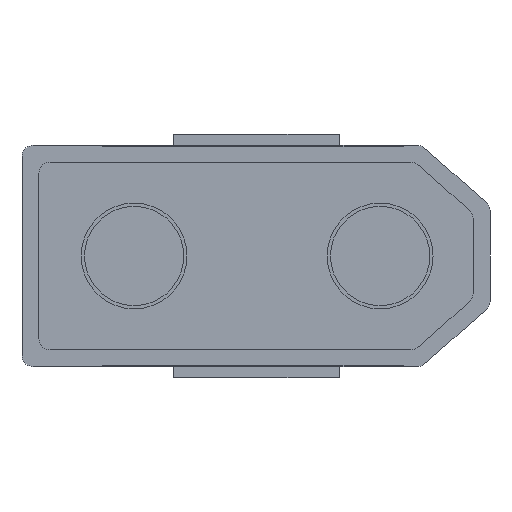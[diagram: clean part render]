
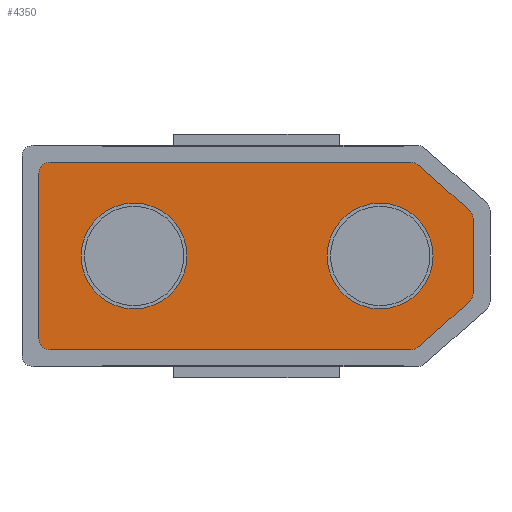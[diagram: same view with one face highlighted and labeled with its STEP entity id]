
A CAD part, front view. The second image highlights one B-rep face of the part: STEP entity #4350.
In plain terms, the highlighted planar face has unit normal (0, -1, 0).
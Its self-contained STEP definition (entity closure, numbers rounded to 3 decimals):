
#350=FACE_BOUND('',#777,.T.);
#351=FACE_BOUND('',#778,.T.);
#526=FACE_OUTER_BOUND('',#776,.T.);
#776=EDGE_LOOP('',(#3652,#3653,#3654,#3655,#3656,#3657,#3658,#3659,#3660,
#3661,#3662,#3663));
#777=EDGE_LOOP('',(#3664));
#778=EDGE_LOOP('',(#3665));
#876=LINE('',#5844,#1259);
#892=LINE('',#5886,#1275);
#897=LINE('',#5899,#1280);
#916=LINE('',#5945,#1299);
#918=LINE('',#5954,#1301);
#922=LINE('',#5965,#1305);
#1259=VECTOR('',#4824,3.057);
#1275=VECTOR('',#4864,16.211);
#1280=VECTOR('',#4877,7.42);
#1299=VECTOR('',#4920,16.211);
#1301=VECTOR('',#4930,3.057);
#1305=VECTOR('',#4942,3.369);
#1643=CIRCLE('',#4477,2.375);
#1645=CIRCLE('',#4480,0.5);
#1646=CIRCLE('',#4483,0.5);
#1650=CIRCLE('',#4495,0.5);
#1652=CIRCLE('',#4499,0.5);
#1657=CIRCLE('',#4512,0.5);
#1658=CIRCLE('',#4515,0.5);
#1666=CIRCLE('',#4657,2.375);
#1721=VERTEX_POINT('',#5830);
#1722=VERTEX_POINT('',#5834);
#1725=VERTEX_POINT('',#5839);
#1726=VERTEX_POINT('',#5843);
#1728=VERTEX_POINT('',#5849);
#1740=VERTEX_POINT('',#5885);
#1742=VERTEX_POINT('',#5892);
#1744=VERTEX_POINT('',#5898);
#1746=VERTEX_POINT('',#5904);
#1758=VERTEX_POINT('',#5940);
#1760=VERTEX_POINT('',#5947);
#1762=VERTEX_POINT('',#5953);
#1764=VERTEX_POINT('',#5959);
#2020=VERTEX_POINT('',#7581);
#2152=EDGE_CURVE('',#1721,#1721,#1643,.T.);
#2156=EDGE_CURVE('',#1722,#1725,#1645,.T.);
#2157=EDGE_CURVE('',#1726,#1722,#876,.T.);
#2160=EDGE_CURVE('',#1728,#1726,#1646,.T.);
#2177=EDGE_CURVE('',#1728,#1740,#892,.T.);
#2181=EDGE_CURVE('',#1742,#1740,#1650,.T.);
#2184=EDGE_CURVE('',#1742,#1744,#897,.T.);
#2187=EDGE_CURVE('',#1746,#1744,#1652,.T.);
#2207=EDGE_CURVE('',#1746,#1758,#916,.T.);
#2210=EDGE_CURVE('',#1760,#1758,#1657,.T.);
#2211=EDGE_CURVE('',#1762,#1760,#918,.T.);
#2214=EDGE_CURVE('',#1764,#1762,#1658,.T.);
#2217=EDGE_CURVE('',#1764,#1725,#922,.T.);
#2595=EDGE_CURVE('',#2020,#2020,#1666,.T.);
#3652=ORIENTED_EDGE('',*,*,#2210,.T.);
#3653=ORIENTED_EDGE('',*,*,#2207,.F.);
#3654=ORIENTED_EDGE('',*,*,#2187,.T.);
#3655=ORIENTED_EDGE('',*,*,#2184,.F.);
#3656=ORIENTED_EDGE('',*,*,#2181,.T.);
#3657=ORIENTED_EDGE('',*,*,#2177,.F.);
#3658=ORIENTED_EDGE('',*,*,#2160,.T.);
#3659=ORIENTED_EDGE('',*,*,#2157,.T.);
#3660=ORIENTED_EDGE('',*,*,#2156,.T.);
#3661=ORIENTED_EDGE('',*,*,#2217,.F.);
#3662=ORIENTED_EDGE('',*,*,#2214,.T.);
#3663=ORIENTED_EDGE('',*,*,#2211,.T.);
#3664=ORIENTED_EDGE('',*,*,#2152,.F.);
#3665=ORIENTED_EDGE('',*,*,#2595,.F.);
#4135=PLANE('',#4658);
#4350=ADVANCED_FACE('',(#526,#350,#351),#4135,.F.);
#4477=AXIS2_PLACEMENT_3D('',#5832,#4812,#4813);
#4480=AXIS2_PLACEMENT_3D('',#5841,#4820,#4821);
#4483=AXIS2_PLACEMENT_3D('',#5850,#4829,#4830);
#4495=AXIS2_PLACEMENT_3D('',#5893,#4870,#4871);
#4499=AXIS2_PLACEMENT_3D('',#5905,#4882,#4883);
#4512=AXIS2_PLACEMENT_3D('',#5951,#4926,#4927);
#4515=AXIS2_PLACEMENT_3D('',#5960,#4935,#4936);
#4657=AXIS2_PLACEMENT_3D('',#7583,#5420,#5421);
#4658=AXIS2_PLACEMENT_3D('',#7584,#5422,#5423);
#4812=DIRECTION('center_axis',(0.,-1.,0.));
#4813=DIRECTION('ref_axis',(1.,0.,0.));
#4820=DIRECTION('center_axis',(0.,-1.,0.));
#4821=DIRECTION('ref_axis',(0.663,0.,-0.749));
#4824=DIRECTION('',(0.749,0.,0.663));
#4829=DIRECTION('center_axis',(0.,-1.,0.));
#4830=DIRECTION('ref_axis',(0.,0.,-1.));
#4864=DIRECTION('',(-1.,0.,0.));
#4870=DIRECTION('center_axis',(0.,-1.,0.));
#4871=DIRECTION('ref_axis',(-1.,0.,0.));
#4877=DIRECTION('',(0.,0.,1.));
#4882=DIRECTION('center_axis',(0.,-1.,0.));
#4883=DIRECTION('ref_axis',(0.,0.,1.));
#4920=DIRECTION('',(1.,0.,0.));
#4926=DIRECTION('center_axis',(0.,-1.,0.));
#4927=DIRECTION('ref_axis',(0.663,0.,0.749));
#4930=DIRECTION('',(-0.749,0.,0.663));
#4935=DIRECTION('center_axis',(0.,-1.,0.));
#4936=DIRECTION('ref_axis',(1.,0.,0.));
#4942=DIRECTION('',(0.,0.,-1.));
#5420=DIRECTION('center_axis',(0.,-1.,0.));
#5421=DIRECTION('ref_axis',(1.,0.,0.));
#5422=DIRECTION('center_axis',(0.,1.,0.));
#5423=DIRECTION('ref_axis',(1.,0.,0.));
#5830=CARTESIAN_POINT('',(3.2,0.,0.));
#5832=CARTESIAN_POINT('Origin',(5.575,0.,0.));
#5834=CARTESIAN_POINT('',(9.581,0.,-2.059));
#5839=CARTESIAN_POINT('',(9.75,0.,-1.685));
#5841=CARTESIAN_POINT('Origin',(9.25,0.,-1.685));
#5843=CARTESIAN_POINT('',(7.292,0.,-4.084));
#5844=CARTESIAN_POINT('',(7.292,0.,-4.084));
#5849=CARTESIAN_POINT('',(6.961,0.,-4.21));
#5850=CARTESIAN_POINT('Origin',(6.961,0.,-3.71));
#5885=CARTESIAN_POINT('',(-9.25,0.,-4.21));
#5886=CARTESIAN_POINT('',(6.961,0.,-4.21));
#5892=CARTESIAN_POINT('',(-9.75,0.,-3.71));
#5893=CARTESIAN_POINT('Origin',(-9.25,0.,-3.71));
#5898=CARTESIAN_POINT('',(-9.75,0.,3.71));
#5899=CARTESIAN_POINT('',(-9.75,0.,-3.71));
#5904=CARTESIAN_POINT('',(-9.25,0.,4.21));
#5905=CARTESIAN_POINT('Origin',(-9.25,0.,3.71));
#5940=CARTESIAN_POINT('',(6.961,0.,4.21));
#5945=CARTESIAN_POINT('',(-9.25,0.,4.21));
#5947=CARTESIAN_POINT('',(7.292,0.,4.084));
#5951=CARTESIAN_POINT('Origin',(6.961,0.,3.71));
#5953=CARTESIAN_POINT('',(9.581,0.,2.059));
#5954=CARTESIAN_POINT('',(9.581,0.,2.059));
#5959=CARTESIAN_POINT('',(9.75,0.,1.685));
#5960=CARTESIAN_POINT('Origin',(9.25,0.,1.685));
#5965=CARTESIAN_POINT('',(9.75,0.,1.685));
#7581=CARTESIAN_POINT('',(-7.85,0.,0.));
#7583=CARTESIAN_POINT('Origin',(-5.475,0.,0.));
#7584=CARTESIAN_POINT('Origin',(0.,0.,0.));
